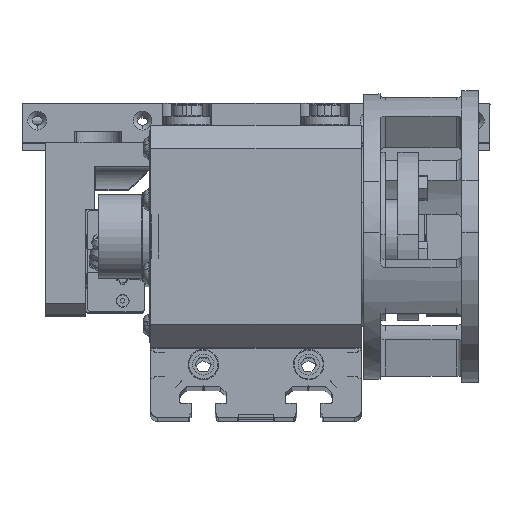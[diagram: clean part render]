
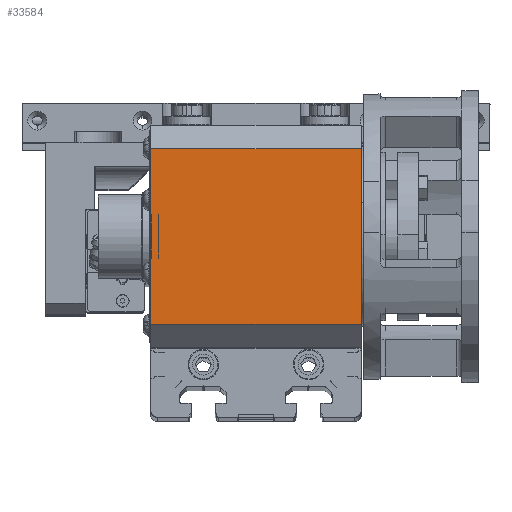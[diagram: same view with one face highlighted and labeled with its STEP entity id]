
A CAD part, top view. The second image highlights one B-rep face of the part: STEP entity #33584.
In plain terms, the highlighted planar face has unit normal (0, 0, 1).
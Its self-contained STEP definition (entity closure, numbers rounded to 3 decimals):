
#322 = DIRECTION ( 'NONE',  ( 0., -1., 0. ) ) ;
#4456 = FACE_OUTER_BOUND ( 'NONE', #12664, .T. ) ;
#4820 = CARTESIAN_POINT ( 'NONE',  ( -45., -95.5, 0. ) ) ;
#7036 = AXIS2_PLACEMENT_3D ( 'NONE', #33831, #40624, #322 ) ;
#9879 = ORIENTED_EDGE ( 'NONE', *, *, #83166, .F. ) ;
#12664 = EDGE_LOOP ( 'NONE', ( #85480, #9879, #83222, #30017 ) ) ;
#22035 = EDGE_CURVE ( 'NONE', #33313, #38136, #37155, .T. ) ;
#23659 = VERTEX_POINT ( 'NONE', #76034 ) ;
#24460 = CARTESIAN_POINT ( 'NONE',  ( 45., -20.5, 0. ) ) ;
#30017 = ORIENTED_EDGE ( 'NONE', *, *, #22035, .T. ) ;
#32123 = VECTOR ( 'NONE', #51268, 1000. ) ;
#33313 = VERTEX_POINT ( 'NONE', #77172 ) ;
#33584 = ADVANCED_FACE ( 'NONE', ( #4456 ), #74185, .T. ) ;
#33831 = CARTESIAN_POINT ( 'NONE',  ( 45., -105.5, 0. ) ) ;
#37155 = LINE ( 'NONE', #40327, #42387 ) ;
#38136 = VERTEX_POINT ( 'NONE', #4820 ) ;
#40327 = CARTESIAN_POINT ( 'NONE',  ( -45., -58., 0. ) ) ;
#40624 = DIRECTION ( 'NONE',  ( 0., 0., 1. ) ) ;
#42387 = VECTOR ( 'NONE', #45581, 1000. ) ;
#43872 = EDGE_CURVE ( 'NONE', #47890, #38136, #47829, .T. ) ;
#45581 = DIRECTION ( 'NONE',  ( 0., -1., 0. ) ) ;
#45857 = CARTESIAN_POINT ( 'NONE',  ( 45., -95.5, 0. ) ) ;
#46262 = CARTESIAN_POINT ( 'NONE',  ( 45., -95.5, 0. ) ) ;
#47829 = LINE ( 'NONE', #45857, #81542 ) ;
#47890 = VERTEX_POINT ( 'NONE', #46262 ) ;
#49150 = EDGE_CURVE ( 'NONE', #23659, #33313, #52164, .T. ) ;
#49292 = VECTOR ( 'NONE', #68799, 1000. ) ;
#51268 = DIRECTION ( 'NONE',  ( -1., 0., 0. ) ) ;
#52164 = LINE ( 'NONE', #24460, #32123 ) ;
#55274 = CARTESIAN_POINT ( 'NONE',  ( 45., -58., 0. ) ) ;
#68799 = DIRECTION ( 'NONE',  ( 0., -1., 0. ) ) ;
#74185 = PLANE ( 'NONE',  #7036 ) ;
#76034 = CARTESIAN_POINT ( 'NONE',  ( 45., -20.5, 0. ) ) ;
#77172 = CARTESIAN_POINT ( 'NONE',  ( -45., -20.5, 0. ) ) ;
#81542 = VECTOR ( 'NONE', #86258, 1000. ) ;
#83166 = EDGE_CURVE ( 'NONE', #23659, #47890, #85160, .T. ) ;
#83222 = ORIENTED_EDGE ( 'NONE', *, *, #49150, .T. ) ;
#85160 = LINE ( 'NONE', #55274, #49292 ) ;
#85480 = ORIENTED_EDGE ( 'NONE', *, *, #43872, .F. ) ;
#86258 = DIRECTION ( 'NONE',  ( -1., 0., 0. ) ) ;
